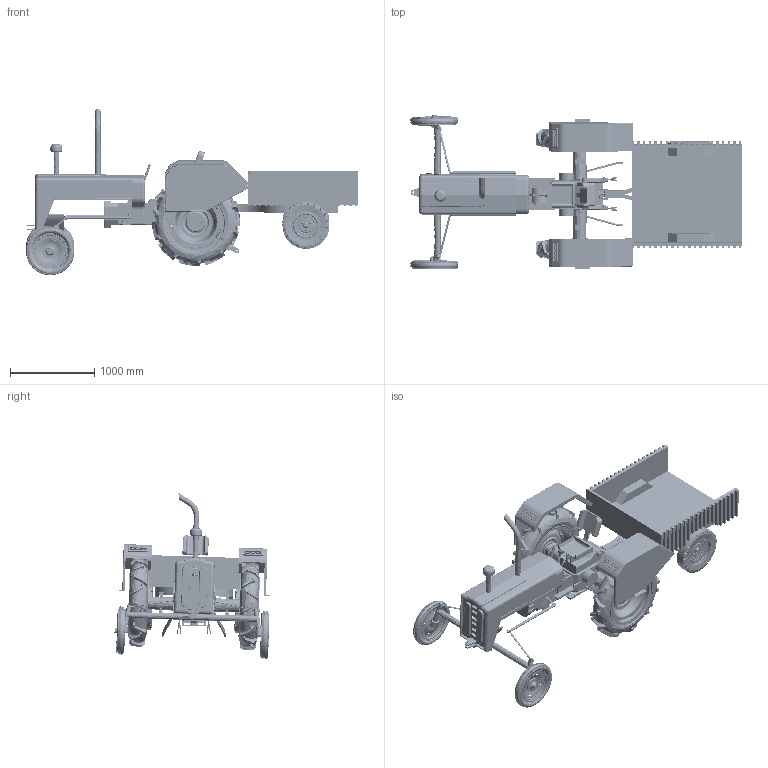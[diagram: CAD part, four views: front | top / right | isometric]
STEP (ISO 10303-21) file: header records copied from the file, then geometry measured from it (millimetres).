
FILE_DESCRIPTION(('FreeCAD Model'),'2;1');
FILE_NAME('Open CASCADE Shape Model','2025-05-29T11:05:45',('FreeCAD'),( 'FreeCAD'),'Open CASCADE STEP processor 7.6','FreeCAD','Unknown');
FILE_SCHEMA(('AUTOMOTIVE_DESIGN { 1 0 10303 214 1 1 1 1 }'));
Products named in the file (1): Open CASCADE STEP translator 7.6 1
Bounding box: 3942.04 x 1840.9 x 1978.76 mm (x, y, z)
Volume: 508755897.6 mm3; surface area: 37323505.2 mm2
Topology: 61 solids, 76 shells, 4374 faces, 11415 edges, 7359 vertices
Faces by surface type: bspline 4374
Entity records: 168263 total; most frequent: CARTESIAN_POINT 102623, ORIENTED_EDGE 22700, EDGE_CURVE 11346, B_SPLINE_CURVE_WITH_KNOTS 7522, VERTEX_POINT 7355, FACE_BOUND 4972, EDGE_LOOP 4972, ADVANCED_FACE 4372
